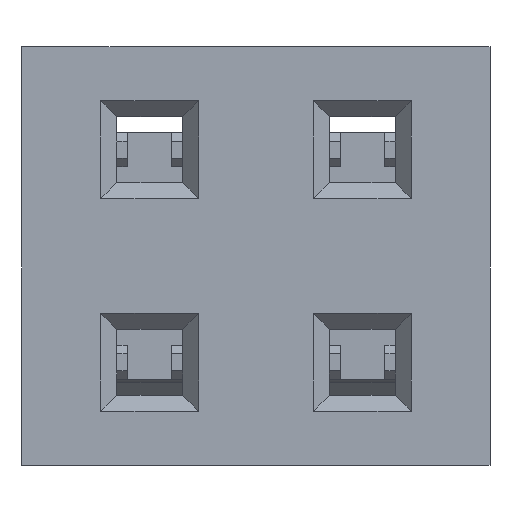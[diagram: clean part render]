
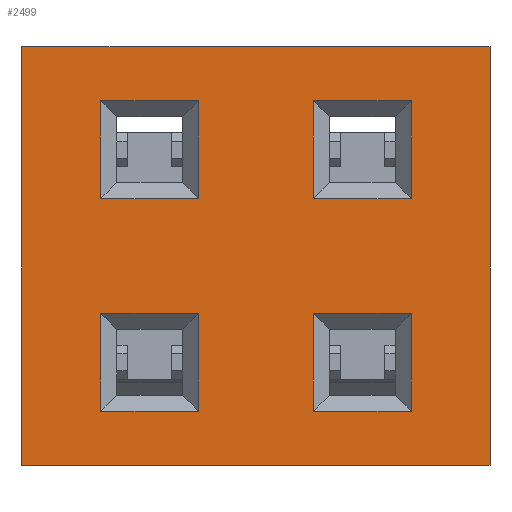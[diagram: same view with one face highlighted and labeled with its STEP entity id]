
A CAD part, front view. The second image highlights one B-rep face of the part: STEP entity #2499.
In plain terms, the highlighted face is planar.
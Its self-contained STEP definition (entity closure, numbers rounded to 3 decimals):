
#161=FACE_BOUND('',#304,.T.);
#162=FACE_BOUND('',#305,.T.);
#163=FACE_BOUND('',#306,.T.);
#164=FACE_BOUND('',#307,.T.);
#175=FACE_OUTER_BOUND('',#303,.T.);
#303=EDGE_LOOP('',(#1693,#1694,#1695,#1696));
#304=EDGE_LOOP('',(#1697,#1698,#1699,#1700));
#305=EDGE_LOOP('',(#1701,#1702,#1703,#1704));
#306=EDGE_LOOP('',(#1705,#1706,#1707,#1708));
#307=EDGE_LOOP('',(#1709,#1710,#1711,#1712));
#435=LINE('',#3477,#759);
#439=LINE('',#3484,#763);
#440=LINE('',#3487,#764);
#444=LINE('',#3493,#768);
#450=LINE('',#3507,#774);
#451=LINE('',#3509,#775);
#452=LINE('',#3511,#776);
#453=LINE('',#3512,#777);
#454=LINE('',#3515,#778);
#455=LINE('',#3517,#779);
#456=LINE('',#3519,#780);
#457=LINE('',#3520,#781);
#458=LINE('',#3523,#782);
#459=LINE('',#3525,#783);
#460=LINE('',#3527,#784);
#461=LINE('',#3528,#785);
#462=LINE('',#3531,#786);
#463=LINE('',#3533,#787);
#464=LINE('',#3535,#788);
#465=LINE('',#3536,#789);
#759=VECTOR('',#2820,10.);
#763=VECTOR('',#2826,10.);
#764=VECTOR('',#2829,10.);
#768=VECTOR('',#2835,10.);
#774=VECTOR('',#2847,1000.);
#775=VECTOR('',#2848,1000.);
#776=VECTOR('',#2849,1000.);
#777=VECTOR('',#2850,1000.);
#778=VECTOR('',#2851,10.);
#779=VECTOR('',#2852,10.);
#780=VECTOR('',#2853,10.);
#781=VECTOR('',#2854,10.);
#782=VECTOR('',#2855,10.);
#783=VECTOR('',#2856,10.);
#784=VECTOR('',#2857,10.);
#785=VECTOR('',#2858,10.);
#786=VECTOR('',#2859,10.);
#787=VECTOR('',#2860,10.);
#788=VECTOR('',#2861,10.);
#789=VECTOR('',#2862,10.);
#1083=VERTEX_POINT('',#3474);
#1084=VERTEX_POINT('',#3476);
#1086=VERTEX_POINT('',#3482);
#1087=VERTEX_POINT('',#3486);
#1092=VERTEX_POINT('',#3505);
#1093=VERTEX_POINT('',#3506);
#1094=VERTEX_POINT('',#3508);
#1095=VERTEX_POINT('',#3510);
#1096=VERTEX_POINT('',#3513);
#1097=VERTEX_POINT('',#3514);
#1098=VERTEX_POINT('',#3516);
#1099=VERTEX_POINT('',#3518);
#1100=VERTEX_POINT('',#3521);
#1101=VERTEX_POINT('',#3522);
#1102=VERTEX_POINT('',#3524);
#1103=VERTEX_POINT('',#3526);
#1104=VERTEX_POINT('',#3529);
#1105=VERTEX_POINT('',#3530);
#1106=VERTEX_POINT('',#3532);
#1107=VERTEX_POINT('',#3534);
#1315=EDGE_CURVE('',#1083,#1084,#435,.T.);
#1319=EDGE_CURVE('',#1086,#1083,#439,.T.);
#1320=EDGE_CURVE('',#1084,#1087,#440,.T.);
#1324=EDGE_CURVE('',#1087,#1086,#444,.T.);
#1330=EDGE_CURVE('',#1092,#1093,#450,.T.);
#1331=EDGE_CURVE('',#1093,#1094,#451,.T.);
#1332=EDGE_CURVE('',#1094,#1095,#452,.T.);
#1333=EDGE_CURVE('',#1095,#1092,#453,.T.);
#1334=EDGE_CURVE('',#1096,#1097,#454,.T.);
#1335=EDGE_CURVE('',#1098,#1096,#455,.T.);
#1336=EDGE_CURVE('',#1099,#1098,#456,.T.);
#1337=EDGE_CURVE('',#1097,#1099,#457,.T.);
#1338=EDGE_CURVE('',#1100,#1101,#458,.T.);
#1339=EDGE_CURVE('',#1102,#1100,#459,.T.);
#1340=EDGE_CURVE('',#1103,#1102,#460,.T.);
#1341=EDGE_CURVE('',#1101,#1103,#461,.T.);
#1342=EDGE_CURVE('',#1104,#1105,#462,.T.);
#1343=EDGE_CURVE('',#1106,#1104,#463,.T.);
#1344=EDGE_CURVE('',#1107,#1106,#464,.T.);
#1345=EDGE_CURVE('',#1105,#1107,#465,.T.);
#1693=ORIENTED_EDGE('',*,*,#1330,.T.);
#1694=ORIENTED_EDGE('',*,*,#1331,.T.);
#1695=ORIENTED_EDGE('',*,*,#1332,.T.);
#1696=ORIENTED_EDGE('',*,*,#1333,.T.);
#1697=ORIENTED_EDGE('',*,*,#1334,.F.);
#1698=ORIENTED_EDGE('',*,*,#1335,.F.);
#1699=ORIENTED_EDGE('',*,*,#1336,.F.);
#1700=ORIENTED_EDGE('',*,*,#1337,.F.);
#1701=ORIENTED_EDGE('',*,*,#1338,.F.);
#1702=ORIENTED_EDGE('',*,*,#1339,.F.);
#1703=ORIENTED_EDGE('',*,*,#1340,.F.);
#1704=ORIENTED_EDGE('',*,*,#1341,.F.);
#1705=ORIENTED_EDGE('',*,*,#1342,.F.);
#1706=ORIENTED_EDGE('',*,*,#1343,.F.);
#1707=ORIENTED_EDGE('',*,*,#1344,.F.);
#1708=ORIENTED_EDGE('',*,*,#1345,.F.);
#1709=ORIENTED_EDGE('',*,*,#1315,.F.);
#1710=ORIENTED_EDGE('',*,*,#1319,.F.);
#1711=ORIENTED_EDGE('',*,*,#1324,.F.);
#1712=ORIENTED_EDGE('',*,*,#1320,.F.);
#2387=PLANE('',#2654);
#2499=ADVANCED_FACE('',(#175,#161,#162,#163,#164),#2387,.T.);
#2654=AXIS2_PLACEMENT_3D('',#3504,#2845,#2846);
#2820=DIRECTION('',(0.,0.,-1.));
#2826=DIRECTION('',(1.,0.,0.));
#2829=DIRECTION('',(-1.,0.,0.));
#2835=DIRECTION('',(0.,0.,1.));
#2845=DIRECTION('center_axis',(0.,1.,0.));
#2846=DIRECTION('ref_axis',(0.,0.,1.));
#2847=DIRECTION('',(-1.,0.,0.));
#2848=DIRECTION('',(0.,0.,1.));
#2849=DIRECTION('',(1.,0.,0.));
#2850=DIRECTION('',(0.,0.,-1.));
#2851=DIRECTION('',(0.,0.,-1.));
#2852=DIRECTION('',(1.,0.,0.));
#2853=DIRECTION('',(0.,0.,1.));
#2854=DIRECTION('',(-1.,0.,0.));
#2855=DIRECTION('',(0.,0.,-1.));
#2856=DIRECTION('',(1.,0.,0.));
#2857=DIRECTION('',(0.,0.,1.));
#2858=DIRECTION('',(-1.,0.,0.));
#2859=DIRECTION('',(0.,0.,-1.));
#2860=DIRECTION('',(1.,0.,0.));
#2861=DIRECTION('',(0.,0.,1.));
#2862=DIRECTION('',(-1.,0.,0.));
#3474=CARTESIAN_POINT('',(-0.686,8.509,1.854));
#3476=CARTESIAN_POINT('',(-0.686,8.509,0.686));
#3477=CARTESIAN_POINT('',(-0.686,8.509,0.832));
#3482=CARTESIAN_POINT('',(-1.854,8.509,1.854));
#3484=CARTESIAN_POINT('',(-0.832,8.509,1.854));
#3486=CARTESIAN_POINT('',(-1.854,8.509,0.686));
#3487=CARTESIAN_POINT('',(-0.438,8.509,0.686));
#3493=CARTESIAN_POINT('',(-1.854,8.509,0.438));
#3504=CARTESIAN_POINT('Origin',(0.,8.509,0.));
#3505=CARTESIAN_POINT('',(2.794,8.509,-2.5));
#3506=CARTESIAN_POINT('',(-2.794,8.509,-2.5));
#3507=CARTESIAN_POINT('',(2.794,8.509,-2.5));
#3508=CARTESIAN_POINT('',(-2.794,8.509,2.5));
#3509=CARTESIAN_POINT('',(-2.794,8.509,-2.477));
#3510=CARTESIAN_POINT('',(2.794,8.509,2.5));
#3511=CARTESIAN_POINT('',(-2.794,8.509,2.5));
#3512=CARTESIAN_POINT('',(2.794,8.509,2.477));
#3513=CARTESIAN_POINT('',(1.854,8.509,1.854));
#3514=CARTESIAN_POINT('',(1.854,8.509,0.686));
#3515=CARTESIAN_POINT('',(1.854,8.509,0.832));
#3516=CARTESIAN_POINT('',(0.686,8.509,1.854));
#3517=CARTESIAN_POINT('',(0.438,8.509,1.854));
#3518=CARTESIAN_POINT('',(0.686,8.509,0.686));
#3519=CARTESIAN_POINT('',(0.686,8.509,0.438));
#3520=CARTESIAN_POINT('',(0.832,8.509,0.686));
#3521=CARTESIAN_POINT('',(-0.686,8.509,-0.686));
#3522=CARTESIAN_POINT('',(-0.686,8.509,-1.854));
#3523=CARTESIAN_POINT('',(-0.686,8.509,-0.438));
#3524=CARTESIAN_POINT('',(-1.854,8.509,-0.686));
#3525=CARTESIAN_POINT('',(-0.832,8.509,-0.686));
#3526=CARTESIAN_POINT('',(-1.854,8.509,-1.854));
#3527=CARTESIAN_POINT('',(-1.854,8.509,-0.832));
#3528=CARTESIAN_POINT('',(-0.438,8.509,-1.854));
#3529=CARTESIAN_POINT('',(1.854,8.509,-0.686));
#3530=CARTESIAN_POINT('',(1.854,8.509,-1.854));
#3531=CARTESIAN_POINT('',(1.854,8.509,-0.438));
#3532=CARTESIAN_POINT('',(0.686,8.509,-0.686));
#3533=CARTESIAN_POINT('',(0.438,8.509,-0.686));
#3534=CARTESIAN_POINT('',(0.686,8.509,-1.854));
#3535=CARTESIAN_POINT('',(0.686,8.509,-0.832));
#3536=CARTESIAN_POINT('',(0.832,8.509,-1.854));
